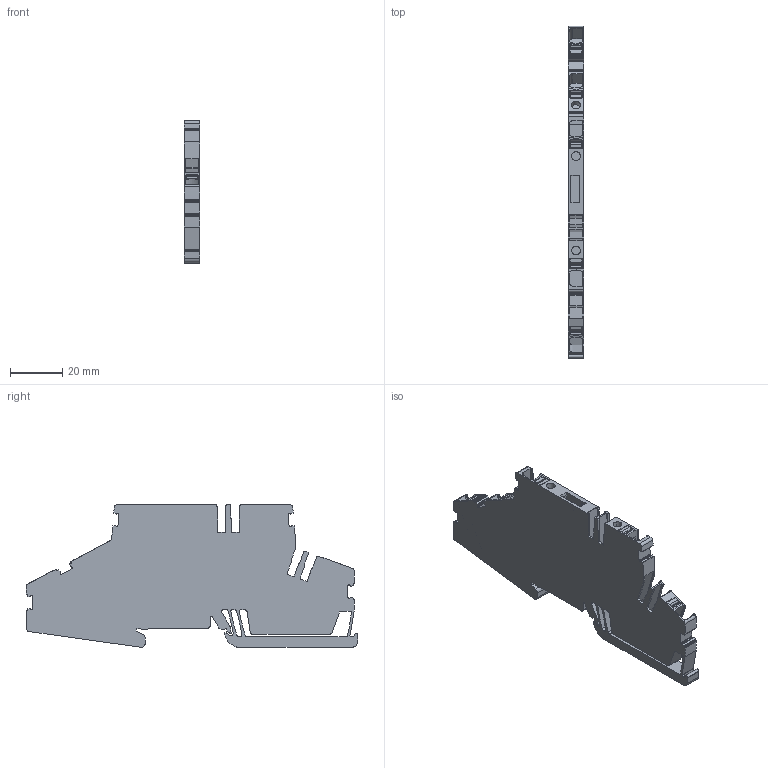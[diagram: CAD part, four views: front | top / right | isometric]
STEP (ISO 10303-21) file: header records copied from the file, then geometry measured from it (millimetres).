
FILE_DESCRIPTION(('CATIA V5 STEP Exchange','CAx-IF Rec.Pracs.--- Model Styling and Organization---1.5--- 2016-08-15','CAx-IF Rec.Pracs.---Supplemental Geometry---1.0---2011-11-01','CAx-IF Rec.Pracs.--- Composite Materials ---1.1---2010-07-15'),'2;1');
FILE_NAME ('1373834-1_2', '2025-09-19T12:43:01+00:00', ('none'), ('Weidmueller'), 'CATIA Version 5-6 Release 2024 SP4', 'CATIA V5 STEP AP214 v3', 'none');
FILE_SCHEMA(('AUTOMOTIVE_DESIGN { 1 0 10303 214 1 1 1 1 }'));
Length unit declared in the file: millimetre
Products named in the file (1): 2831550000
Bounding box: 6.1 x 127.26 x 54.66 mm (x, y, z)
Volume: 27697 mm3; surface area: 16996.2 mm2
Topology: 7 solids, 7 shells, 974 faces, 2795 edges, 1839 vertices
Faces by surface type: plane 458, cylinder 421, extrusion 65, torus 20, sphere 10
Entity records: 31832 total; most frequent: CARTESIAN_POINT 7511, ORIENTED_EDGE 5570, DIRECTION 4089, EDGE_CURVE 2785, VECTOR 1861, VERTEX_POINT 1839, LINE 1796, AXIS2_PLACEMENT_3D 1483
